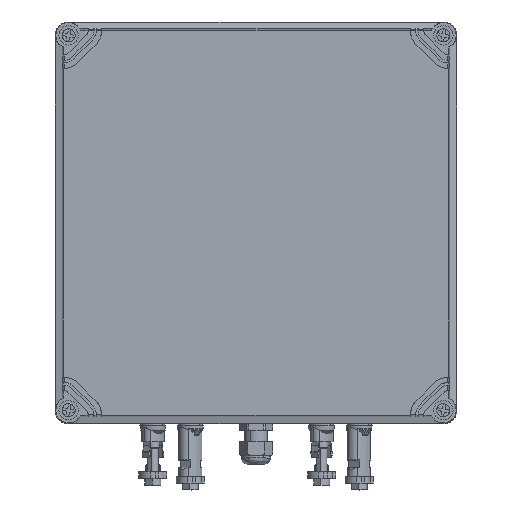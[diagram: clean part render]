
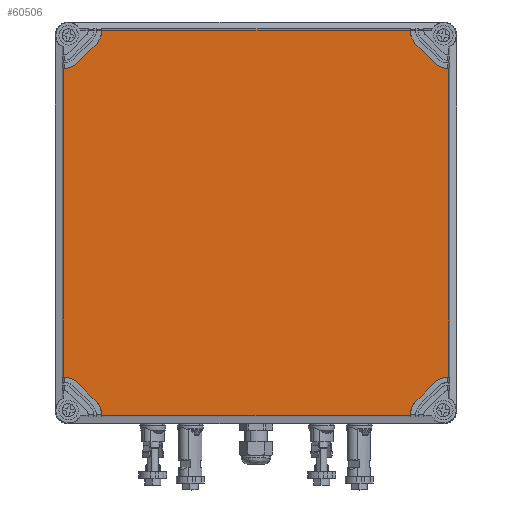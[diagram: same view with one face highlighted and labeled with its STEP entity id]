
A CAD part, top view. The second image highlights one B-rep face of the part: STEP entity #60506.
In plain terms, the highlighted planar face has unit normal (0, 0, 1).
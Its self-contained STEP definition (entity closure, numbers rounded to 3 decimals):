
#60309=AXIS2_PLACEMENT_3D('Circle Axis2P3D',#60307,#60308,$) ;
#60360=AXIS2_PLACEMENT_3D('Circle Axis2P3D',#60358,#60359,$) ;
#60375=AXIS2_PLACEMENT_3D('Plane Axis2P3D',#60372,#60373,#60374) ;
#60388=AXIS2_PLACEMENT_3D('Circle Axis2P3D',#60386,#60387,$) ;
#60402=AXIS2_PLACEMENT_3D('Circle Axis2P3D',#60400,#60401,$) ;
#60407=AXIS2_PLACEMENT_3D('Circle Axis2P3D',#60405,#60406,$) ;
#60421=AXIS2_PLACEMENT_3D('Circle Axis2P3D',#60419,#60420,$) ;
#60449=AXIS2_PLACEMENT_3D('Circle Axis2P3D',#60447,#60448,$) ;
#60463=AXIS2_PLACEMENT_3D('Circle Axis2P3D',#60461,#60462,$) ;
#59448=CARTESIAN_POINT('Vertex',(293.8,314.8,132.)) ;
#59465=CARTESIAN_POINT('Vertex',(292.908,314.802,132.)) ;
#59468=CARTESIAN_POINT('Line Origine',(293.354,314.796,132.)) ;
#59492=CARTESIAN_POINT('Vertex',(293.8,84.104,132.)) ;
#59495=CARTESIAN_POINT('Line Origine',(293.8,199.452,132.)) ;
#59527=CARTESIAN_POINT('Line Origine',(293.354,84.104,132.)) ;
#59531=CARTESIAN_POINT('Vertex',(292.907,84.098,132.)) ;
#60187=CARTESIAN_POINT('Vertex',(34.65,343.25,132.)) ;
#60204=CARTESIAN_POINT('Vertex',(34.648,342.357,132.)) ;
#60207=CARTESIAN_POINT('Line Origine',(34.654,342.804,132.)) ;
#60227=CARTESIAN_POINT('Line Origine',(149.998,343.25,132.)) ;
#60231=CARTESIAN_POINT('Vertex',(265.346,343.25,132.)) ;
#60259=CARTESIAN_POINT('Line Origine',(265.346,342.804,132.)) ;
#60263=CARTESIAN_POINT('Vertex',(265.352,342.357,132.)) ;
#60307=CARTESIAN_POINT('Axis2P3D Location',(279.346,342.75,132.)) ;
#60311=CARTESIAN_POINT('Vertex',(269.447,332.851,132.)) ;
#60337=CARTESIAN_POINT('Vertex',(283.401,318.897,132.)) ;
#60340=CARTESIAN_POINT('Line Origine',(276.424,325.874,132.)) ;
#60358=CARTESIAN_POINT('Axis2P3D Location',(293.3,328.796,132.)) ;
#60372=CARTESIAN_POINT('Axis2P3D Location',(6.2,55.65,132.)) ;
#60377=CARTESIAN_POINT('Line Origine',(265.349,56.096,132.)) ;
#60381=CARTESIAN_POINT('Vertex',(265.352,56.543,132.)) ;
#60383=CARTESIAN_POINT('Vertex',(265.35,55.65,132.)) ;
#60386=CARTESIAN_POINT('Axis2P3D Location',(279.356,56.14,132.)) ;
#60390=CARTESIAN_POINT('Vertex',(269.447,66.049,132.)) ;
#60393=CARTESIAN_POINT('Line Origine',(276.424,73.026,132.)) ;
#60397=CARTESIAN_POINT('Vertex',(283.401,80.003,132.)) ;
#60400=CARTESIAN_POINT('Axis2P3D Location',(293.31,70.094,132.)) ;
#60405=CARTESIAN_POINT('Axis2P3D Location',(20.644,342.76,132.)) ;
#60409=CARTESIAN_POINT('Vertex',(30.553,332.851,132.)) ;
#60412=CARTESIAN_POINT('Line Origine',(23.576,325.874,132.)) ;
#60416=CARTESIAN_POINT('Vertex',(16.599,318.897,132.)) ;
#60419=CARTESIAN_POINT('Axis2P3D Location',(6.69,328.806,132.)) ;
#60423=CARTESIAN_POINT('Vertex',(7.093,314.802,132.)) ;
#60426=CARTESIAN_POINT('Line Origine',(6.646,314.797,132.)) ;
#60430=CARTESIAN_POINT('Vertex',(6.2,314.796,132.)) ;
#60433=CARTESIAN_POINT('Line Origine',(6.2,199.448,132.)) ;
#60437=CARTESIAN_POINT('Vertex',(6.2,84.1,132.)) ;
#60440=CARTESIAN_POINT('Line Origine',(6.646,84.101,132.)) ;
#60444=CARTESIAN_POINT('Vertex',(7.093,84.098,132.)) ;
#60447=CARTESIAN_POINT('Axis2P3D Location',(6.69,70.094,132.)) ;
#60451=CARTESIAN_POINT('Vertex',(16.599,80.003,132.)) ;
#60454=CARTESIAN_POINT('Line Origine',(23.576,73.026,132.)) ;
#60458=CARTESIAN_POINT('Vertex',(30.553,66.049,132.)) ;
#60461=CARTESIAN_POINT('Axis2P3D Location',(20.644,56.14,132.)) ;
#60465=CARTESIAN_POINT('Vertex',(34.648,56.543,132.)) ;
#60468=CARTESIAN_POINT('Line Origine',(34.653,56.096,132.)) ;
#60472=CARTESIAN_POINT('Vertex',(34.654,55.65,132.)) ;
#60475=CARTESIAN_POINT('Line Origine',(150.002,55.65,132.)) ;
#59469=DIRECTION('Vector Direction',(1.,0.,0.)) ;
#59496=DIRECTION('Vector Direction',(0.,-1.,0.)) ;
#59528=DIRECTION('Vector Direction',(1.,0.,0.)) ;
#60208=DIRECTION('Vector Direction',(0.,1.,0.)) ;
#60228=DIRECTION('Vector Direction',(1.,0.,0.)) ;
#60260=DIRECTION('Vector Direction',(0.,1.,0.)) ;
#60308=DIRECTION('Axis2P3D Direction',(0.,0.,1.)) ;
#60341=DIRECTION('Vector Direction',(0.707,-0.707,0.)) ;
#60359=DIRECTION('Axis2P3D Direction',(0.,0.,1.)) ;
#60373=DIRECTION('Axis2P3D Direction',(0.,0.,1.)) ;
#60374=DIRECTION('Axis2P3D XDirection',(1.,0.,0.)) ;
#60378=DIRECTION('Vector Direction',(0.002,-1.,0.)) ;
#60387=DIRECTION('Axis2P3D Direction',(0.,0.,1.)) ;
#60394=DIRECTION('Vector Direction',(-0.707,-0.707,0.)) ;
#60401=DIRECTION('Axis2P3D Direction',(0.,0.,1.)) ;
#60406=DIRECTION('Axis2P3D Direction',(0.,0.,1.)) ;
#60413=DIRECTION('Vector Direction',(0.707,0.707,0.)) ;
#60420=DIRECTION('Axis2P3D Direction',(0.,0.,1.)) ;
#60427=DIRECTION('Vector Direction',(-1.,-0.002,0.)) ;
#60434=DIRECTION('Vector Direction',(0.,1.,0.)) ;
#60441=DIRECTION('Vector Direction',(-1.,-0.002,0.)) ;
#60448=DIRECTION('Axis2P3D Direction',(0.,0.,1.)) ;
#60455=DIRECTION('Vector Direction',(-0.707,0.707,0.)) ;
#60462=DIRECTION('Axis2P3D Direction',(0.,0.,1.)) ;
#60469=DIRECTION('Vector Direction',(0.002,-1.,0.)) ;
#60476=DIRECTION('Vector Direction',(-1.,0.,0.)) ;
#59470=VECTOR('Line Direction',#59469,1.) ;
#59497=VECTOR('Line Direction',#59496,1.) ;
#59529=VECTOR('Line Direction',#59528,1.) ;
#60209=VECTOR('Line Direction',#60208,1.) ;
#60229=VECTOR('Line Direction',#60228,1.) ;
#60261=VECTOR('Line Direction',#60260,1.) ;
#60342=VECTOR('Line Direction',#60341,1.) ;
#60379=VECTOR('Line Direction',#60378,1.) ;
#60395=VECTOR('Line Direction',#60394,1.) ;
#60414=VECTOR('Line Direction',#60413,1.) ;
#60428=VECTOR('Line Direction',#60427,1.) ;
#60435=VECTOR('Line Direction',#60434,1.) ;
#60442=VECTOR('Line Direction',#60441,1.) ;
#60456=VECTOR('Line Direction',#60455,1.) ;
#60470=VECTOR('Line Direction',#60469,1.) ;
#60477=VECTOR('Line Direction',#60476,1.) ;
#60481=ORIENTED_EDGE('',*,*,#60385,.F.) ;
#60482=ORIENTED_EDGE('',*,*,#60392,.F.) ;
#60483=ORIENTED_EDGE('',*,*,#60399,.F.) ;
#60484=ORIENTED_EDGE('',*,*,#60404,.F.) ;
#60485=ORIENTED_EDGE('',*,*,#59533,.T.) ;
#60486=ORIENTED_EDGE('',*,*,#59499,.F.) ;
#60487=ORIENTED_EDGE('',*,*,#59472,.F.) ;
#60488=ORIENTED_EDGE('',*,*,#60362,.F.) ;
#60489=ORIENTED_EDGE('',*,*,#60344,.F.) ;
#60490=ORIENTED_EDGE('',*,*,#60313,.F.) ;
#60491=ORIENTED_EDGE('',*,*,#60265,.T.) ;
#60492=ORIENTED_EDGE('',*,*,#60233,.F.) ;
#60493=ORIENTED_EDGE('',*,*,#60211,.F.) ;
#60494=ORIENTED_EDGE('',*,*,#60411,.F.) ;
#60495=ORIENTED_EDGE('',*,*,#60418,.F.) ;
#60496=ORIENTED_EDGE('',*,*,#60425,.F.) ;
#60497=ORIENTED_EDGE('',*,*,#60432,.T.) ;
#60498=ORIENTED_EDGE('',*,*,#60439,.F.) ;
#60499=ORIENTED_EDGE('',*,*,#60446,.F.) ;
#60500=ORIENTED_EDGE('',*,*,#60453,.F.) ;
#60501=ORIENTED_EDGE('',*,*,#60460,.F.) ;
#60502=ORIENTED_EDGE('',*,*,#60467,.F.) ;
#60503=ORIENTED_EDGE('',*,*,#60474,.T.) ;
#60504=ORIENTED_EDGE('',*,*,#60479,.F.) ;
#60506=ADVANCED_FACE('Hauptk\X2\00F6\X0\rper',(#60505),#60376,.T.) ;
#60310=CIRCLE('generated circle',#60309,14.) ;
#60361=CIRCLE('generated circle',#60360,14.) ;
#60389=CIRCLE('generated circle',#60388,14.014) ;
#60403=CIRCLE('generated circle',#60402,14.014) ;
#60408=CIRCLE('generated circle',#60407,14.014) ;
#60422=CIRCLE('generated circle',#60421,14.014) ;
#60450=CIRCLE('generated circle',#60449,14.014) ;
#60464=CIRCLE('generated circle',#60463,14.014) ;
#59472=EDGE_CURVE('',#59466,#59449,#59471,.T.) ;
#59499=EDGE_CURVE('',#59449,#59493,#59498,.T.) ;
#59533=EDGE_CURVE('',#59532,#59493,#59530,.T.) ;
#60211=EDGE_CURVE('',#60205,#60188,#60210,.T.) ;
#60233=EDGE_CURVE('',#60188,#60232,#60230,.T.) ;
#60265=EDGE_CURVE('',#60264,#60232,#60262,.T.) ;
#60313=EDGE_CURVE('',#60264,#60312,#60310,.T.) ;
#60344=EDGE_CURVE('',#60312,#60338,#60343,.T.) ;
#60362=EDGE_CURVE('',#60338,#59466,#60361,.T.) ;
#60385=EDGE_CURVE('',#60382,#60384,#60380,.T.) ;
#60392=EDGE_CURVE('',#60391,#60382,#60389,.T.) ;
#60399=EDGE_CURVE('',#60398,#60391,#60396,.T.) ;
#60404=EDGE_CURVE('',#59532,#60398,#60403,.T.) ;
#60411=EDGE_CURVE('',#60410,#60205,#60408,.T.) ;
#60418=EDGE_CURVE('',#60417,#60410,#60415,.T.) ;
#60425=EDGE_CURVE('',#60424,#60417,#60422,.T.) ;
#60432=EDGE_CURVE('',#60424,#60431,#60429,.T.) ;
#60439=EDGE_CURVE('',#60438,#60431,#60436,.T.) ;
#60446=EDGE_CURVE('',#60445,#60438,#60443,.T.) ;
#60453=EDGE_CURVE('',#60452,#60445,#60450,.T.) ;
#60460=EDGE_CURVE('',#60459,#60452,#60457,.T.) ;
#60467=EDGE_CURVE('',#60466,#60459,#60464,.T.) ;
#60474=EDGE_CURVE('',#60466,#60473,#60471,.T.) ;
#60479=EDGE_CURVE('',#60384,#60473,#60478,.T.) ;
#60480=EDGE_LOOP('',(#60481,#60482,#60483,#60484,#60485,#60486,#60487,#60488,#60489,#60490,#60491,#60492,#60493,#60494,#60495,#60496,#60497,#60498,#60499,#60500,#60501,#60502,#60503,#60504)) ;
#60505=FACE_OUTER_BOUND('',#60480,.T.) ;
#59471=LINE('Line',#59468,#59470) ;
#59498=LINE('Line',#59495,#59497) ;
#59530=LINE('Line',#59527,#59529) ;
#60210=LINE('Line',#60207,#60209) ;
#60230=LINE('Line',#60227,#60229) ;
#60262=LINE('Line',#60259,#60261) ;
#60343=LINE('Line',#60340,#60342) ;
#60380=LINE('Line',#60377,#60379) ;
#60396=LINE('Line',#60393,#60395) ;
#60415=LINE('Line',#60412,#60414) ;
#60429=LINE('Line',#60426,#60428) ;
#60436=LINE('Line',#60433,#60435) ;
#60443=LINE('Line',#60440,#60442) ;
#60457=LINE('Line',#60454,#60456) ;
#60471=LINE('Line',#60468,#60470) ;
#60478=LINE('Line',#60475,#60477) ;
#60376=PLANE('',#60375) ;
#59449=VERTEX_POINT('',#59448) ;
#59466=VERTEX_POINT('',#59465) ;
#59493=VERTEX_POINT('',#59492) ;
#59532=VERTEX_POINT('',#59531) ;
#60188=VERTEX_POINT('',#60187) ;
#60205=VERTEX_POINT('',#60204) ;
#60232=VERTEX_POINT('',#60231) ;
#60264=VERTEX_POINT('',#60263) ;
#60312=VERTEX_POINT('',#60311) ;
#60338=VERTEX_POINT('',#60337) ;
#60382=VERTEX_POINT('',#60381) ;
#60384=VERTEX_POINT('',#60383) ;
#60391=VERTEX_POINT('',#60390) ;
#60398=VERTEX_POINT('',#60397) ;
#60410=VERTEX_POINT('',#60409) ;
#60417=VERTEX_POINT('',#60416) ;
#60424=VERTEX_POINT('',#60423) ;
#60431=VERTEX_POINT('',#60430) ;
#60438=VERTEX_POINT('',#60437) ;
#60445=VERTEX_POINT('',#60444) ;
#60452=VERTEX_POINT('',#60451) ;
#60459=VERTEX_POINT('',#60458) ;
#60466=VERTEX_POINT('',#60465) ;
#60473=VERTEX_POINT('',#60472) ;
